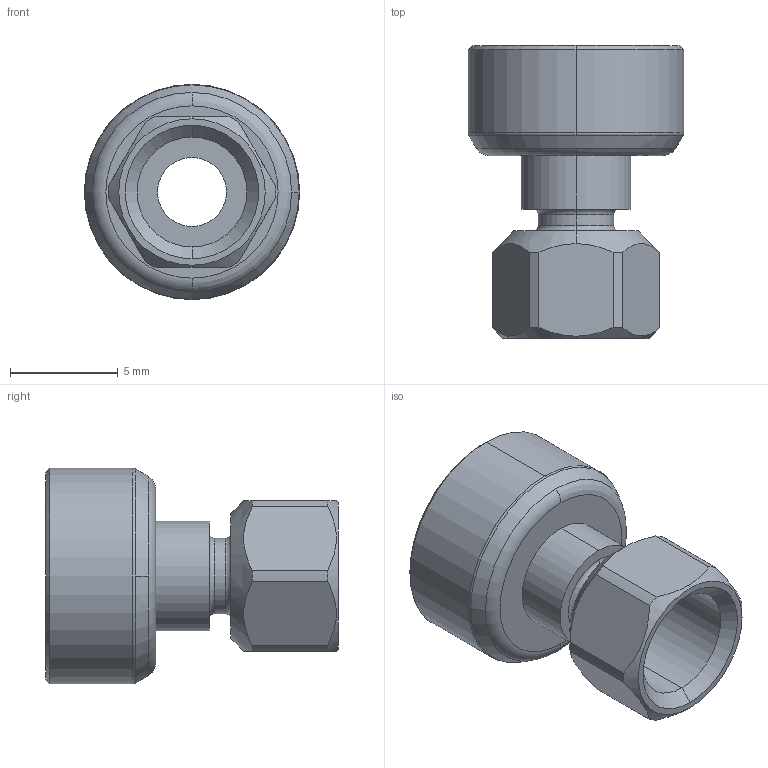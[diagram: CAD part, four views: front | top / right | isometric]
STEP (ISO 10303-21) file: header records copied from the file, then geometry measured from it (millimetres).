
FILE_DESCRIPTION (( 'STEP AP203' ), '1' );
FILE_NAME ('1928-K.STEP', '2017-02-15T12:22:27', ( '' ), ( '' ), 'SwSTEP 2.0', 'SolidWorks 2016', '' );
FILE_SCHEMA (( 'CONFIG_CONTROL_DESIGN' ));
Length unit declared in the file: millimetre
Products named in the file (1): 1928-K
Bounding box: 10 x 13.6 x 10 mm (x, y, z)
Volume: 297.4 mm3; surface area: 728.4 mm2
Topology: 1 solids, 1 shells, 55 faces, 128 edges, 80 vertices
Faces by surface type: cylinder 20, plane 13, cone 12, torus 8, sphere 2
Entity records: 1765 total; most frequent: CARTESIAN_POINT 392, DIRECTION 298, ORIENTED_EDGE 256, AXIS2_PLACEMENT_3D 130, EDGE_CURVE 128, VERTEX_POINT 80, CIRCLE 74, EDGE_LOOP 62
